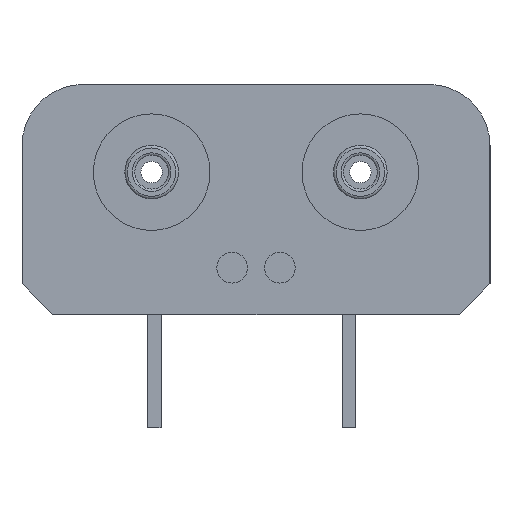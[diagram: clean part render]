
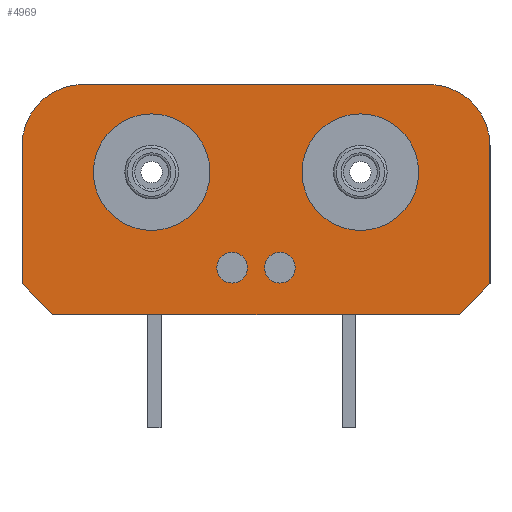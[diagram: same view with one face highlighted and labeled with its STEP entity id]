
A CAD part, left-side view. The second image highlights one B-rep face of the part: STEP entity #4969.
In plain terms, the highlighted planar face has unit normal (-1, 0, 0).
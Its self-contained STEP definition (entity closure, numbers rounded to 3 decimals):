
#192=FACE_BOUND('',#981,.T.);
#193=FACE_BOUND('',#982,.T.);
#194=FACE_BOUND('',#983,.T.);
#195=FACE_BOUND('',#984,.T.);
#368=CIRCLE('',#5305,1.);
#369=CIRCLE('',#5306,1.);
#370=CIRCLE('',#5308,1.);
#371=CIRCLE('',#5309,1.);
#396=CIRCLE('',#5341,3.8);
#397=CIRCLE('',#5342,3.8);
#415=CIRCLE('',#5365,3.8);
#416=CIRCLE('',#5366,3.8);
#440=CIRCLE('',#5408,4.);
#441=CIRCLE('',#5409,4.);
#702=FACE_OUTER_BOUND('',#980,.T.);
#980=EDGE_LOOP('',(#3792,#3793,#3794,#3795,#3796,#3797,#3798,#3799));
#981=EDGE_LOOP('',(#3800,#3801));
#982=EDGE_LOOP('',(#3802,#3803));
#983=EDGE_LOOP('',(#3804,#3805));
#984=EDGE_LOOP('',(#3806,#3807));
#1295=LINE('',#9527,#1723);
#1309=LINE('',#9554,#1737);
#1330=LINE('',#9595,#1758);
#1338=LINE('',#9609,#1766);
#1340=LINE('',#9612,#1768);
#1344=LINE('',#9623,#1772);
#1723=VECTOR('',#6248,1000.);
#1737=VECTOR('',#6264,1000.);
#1758=VECTOR('',#6289,1000.);
#1766=VECTOR('',#6305,1000.);
#1768=VECTOR('',#6309,1000.);
#1772=VECTOR('',#6319,1000.);
#2191=VERTEX_POINT('',#9325);
#2192=VERTEX_POINT('',#9327);
#2193=VERTEX_POINT('',#9331);
#2194=VERTEX_POINT('',#9333);
#2219=VERTEX_POINT('',#9397);
#2220=VERTEX_POINT('',#9399);
#2239=VERTEX_POINT('',#9446);
#2240=VERTEX_POINT('',#9448);
#2269=VERTEX_POINT('',#9524);
#2270=VERTEX_POINT('',#9526);
#2279=VERTEX_POINT('',#9547);
#2282=VERTEX_POINT('',#9552);
#2299=VERTEX_POINT('',#9592);
#2300=VERTEX_POINT('',#9594);
#2305=VERTEX_POINT('',#9620);
#2306=VERTEX_POINT('',#9622);
#2737=EDGE_CURVE('',#2191,#2192,#368,.T.);
#2738=EDGE_CURVE('',#2192,#2191,#369,.T.);
#2740=EDGE_CURVE('',#2193,#2194,#370,.T.);
#2741=EDGE_CURVE('',#2194,#2193,#371,.T.);
#2773=EDGE_CURVE('',#2219,#2220,#396,.T.);
#2774=EDGE_CURVE('',#2220,#2219,#397,.T.);
#2797=EDGE_CURVE('',#2240,#2239,#415,.T.);
#2798=EDGE_CURVE('',#2239,#2240,#416,.T.);
#2837=EDGE_CURVE('',#2270,#2269,#1295,.T.);
#2851=EDGE_CURVE('',#2282,#2279,#1309,.T.);
#2872=EDGE_CURVE('',#2299,#2300,#1330,.T.);
#2880=EDGE_CURVE('',#2282,#2300,#1338,.T.);
#2882=EDGE_CURVE('',#2269,#2279,#1340,.T.);
#2886=EDGE_CURVE('',#2299,#2305,#440,.T.);
#2887=EDGE_CURVE('',#2305,#2306,#1344,.T.);
#2888=EDGE_CURVE('',#2306,#2270,#441,.T.);
#3792=ORIENTED_EDGE('',*,*,#2872,.F.);
#3793=ORIENTED_EDGE('',*,*,#2886,.T.);
#3794=ORIENTED_EDGE('',*,*,#2887,.T.);
#3795=ORIENTED_EDGE('',*,*,#2888,.T.);
#3796=ORIENTED_EDGE('',*,*,#2837,.T.);
#3797=ORIENTED_EDGE('',*,*,#2882,.T.);
#3798=ORIENTED_EDGE('',*,*,#2851,.F.);
#3799=ORIENTED_EDGE('',*,*,#2880,.T.);
#3800=ORIENTED_EDGE('',*,*,#2797,.T.);
#3801=ORIENTED_EDGE('',*,*,#2798,.T.);
#3802=ORIENTED_EDGE('',*,*,#2774,.F.);
#3803=ORIENTED_EDGE('',*,*,#2773,.F.);
#3804=ORIENTED_EDGE('',*,*,#2738,.F.);
#3805=ORIENTED_EDGE('',*,*,#2737,.F.);
#3806=ORIENTED_EDGE('',*,*,#2741,.F.);
#3807=ORIENTED_EDGE('',*,*,#2740,.F.);
#4757=PLANE('',#5407);
#4969=ADVANCED_FACE('',(#702,#192,#193,#194,#195),#4757,.T.);
#5305=AXIS2_PLACEMENT_3D('',#9328,#6034,#6035);
#5306=AXIS2_PLACEMENT_3D('',#9329,#6036,#6037);
#5308=AXIS2_PLACEMENT_3D('',#9334,#6041,#6042);
#5309=AXIS2_PLACEMENT_3D('',#9335,#6043,#6044);
#5341=AXIS2_PLACEMENT_3D('',#9400,#6114,#6115);
#5342=AXIS2_PLACEMENT_3D('',#9401,#6116,#6117);
#5365=AXIS2_PLACEMENT_3D('',#9449,#6167,#6168);
#5366=AXIS2_PLACEMENT_3D('',#9450,#6169,#6170);
#5407=AXIS2_PLACEMENT_3D('',#9619,#6315,#6316);
#5408=AXIS2_PLACEMENT_3D('',#9621,#6317,#6318);
#5409=AXIS2_PLACEMENT_3D('',#9624,#6320,#6321);
#6034=DIRECTION('center_axis',(-1.,0.,0.));
#6035=DIRECTION('ref_axis',(0.,-1.,0.));
#6036=DIRECTION('center_axis',(-1.,0.,0.));
#6037=DIRECTION('ref_axis',(0.,-1.,0.));
#6041=DIRECTION('center_axis',(-1.,0.,0.));
#6042=DIRECTION('ref_axis',(0.,-1.,0.));
#6043=DIRECTION('center_axis',(-1.,0.,0.));
#6044=DIRECTION('ref_axis',(0.,-1.,0.));
#6114=DIRECTION('center_axis',(-1.,0.,0.));
#6115=DIRECTION('ref_axis',(0.,-1.,0.));
#6116=DIRECTION('center_axis',(-1.,0.,0.));
#6117=DIRECTION('ref_axis',(0.,-1.,0.));
#6167=DIRECTION('center_axis',(1.,0.,0.));
#6168=DIRECTION('ref_axis',(0.,1.,0.));
#6169=DIRECTION('center_axis',(1.,0.,0.));
#6170=DIRECTION('ref_axis',(0.,1.,0.));
#6248=DIRECTION('',(0.,0.,-1.));
#6264=DIRECTION('',(0.,1.,0.));
#6289=DIRECTION('',(0.,0.,-1.));
#6305=DIRECTION('',(0.,-0.707,0.707));
#6309=DIRECTION('',(0.,-0.707,-0.707));
#6315=DIRECTION('center_axis',(-1.,0.,0.));
#6316=DIRECTION('ref_axis',(0.,-1.,0.));
#6317=DIRECTION('center_axis',(-1.,0.,0.));
#6318=DIRECTION('ref_axis',(0.,-1.,0.));
#6319=DIRECTION('',(0.,1.,0.));
#6320=DIRECTION('center_axis',(-1.,0.,0.));
#6321=DIRECTION('ref_axis',(0.,-1.,0.));
#9325=CARTESIAN_POINT('',(-29.,2.55,3.05));
#9327=CARTESIAN_POINT('',(-29.,0.55,3.05));
#9328=CARTESIAN_POINT('Origin',(-29.,1.55,3.05));
#9329=CARTESIAN_POINT('Origin',(-29.,1.55,3.05));
#9331=CARTESIAN_POINT('',(-29.,-0.55,3.05));
#9333=CARTESIAN_POINT('',(-29.,-2.55,3.05));
#9334=CARTESIAN_POINT('Origin',(-29.,-1.55,3.05));
#9335=CARTESIAN_POINT('Origin',(-29.,-1.55,3.05));
#9397=CARTESIAN_POINT('',(-29.,-3.,9.28));
#9399=CARTESIAN_POINT('',(-29.,-10.6,9.28));
#9400=CARTESIAN_POINT('Origin',(-29.,-6.8,9.28));
#9401=CARTESIAN_POINT('Origin',(-29.,-6.8,9.28));
#9446=CARTESIAN_POINT('',(-29.,10.6,9.28));
#9448=CARTESIAN_POINT('',(-29.,3.,9.28));
#9449=CARTESIAN_POINT('Origin',(-29.,6.8,9.28));
#9450=CARTESIAN_POINT('Origin',(-29.,6.8,9.28));
#9524=CARTESIAN_POINT('',(-29.,15.25,2.));
#9526=CARTESIAN_POINT('',(-29.,15.25,11.));
#9527=CARTESIAN_POINT('',(-29.,15.25,1.55));
#9547=CARTESIAN_POINT('',(-29.,13.25,0.));
#9552=CARTESIAN_POINT('',(-29.,-13.25,0.));
#9554=CARTESIAN_POINT('',(-29.,7.625,0.));
#9592=CARTESIAN_POINT('',(-29.,-15.25,11.));
#9594=CARTESIAN_POINT('',(-29.,-15.25,2.));
#9595=CARTESIAN_POINT('',(-29.,-15.25,1.55));
#9609=CARTESIAN_POINT('',(-29.,-3.588,-9.663));
#9612=CARTESIAN_POINT('',(-29.,11.213,-2.038));
#9619=CARTESIAN_POINT('Origin',(-29.,7.625,1.55));
#9620=CARTESIAN_POINT('',(-29.,-11.25,15.));
#9621=CARTESIAN_POINT('Origin',(-29.,-11.25,11.));
#9622=CARTESIAN_POINT('',(-29.,11.25,15.));
#9623=CARTESIAN_POINT('',(-29.,7.625,15.));
#9624=CARTESIAN_POINT('Origin',(-29.,11.25,11.));
